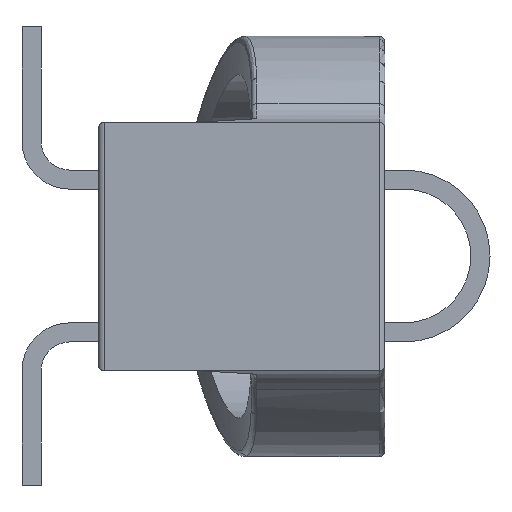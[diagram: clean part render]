
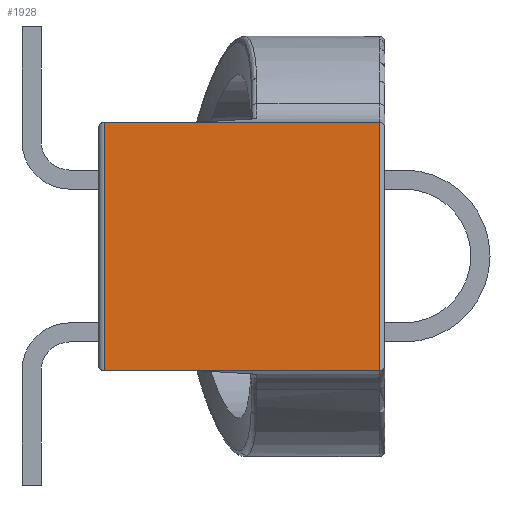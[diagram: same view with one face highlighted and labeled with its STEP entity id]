
A CAD part, left-side view. The second image highlights one B-rep face of the part: STEP entity #1928.
In plain terms, the highlighted planar face has unit normal (-1, 0, 0).
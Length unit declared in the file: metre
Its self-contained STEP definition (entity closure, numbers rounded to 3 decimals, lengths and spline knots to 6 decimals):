
#276=DIRECTION('',(0.,1.,0.));
#277=VECTOR('',#276,0.0144);
#278=CARTESIAN_POINT('',(0.,0.0003,-0.0285));
#279=LINE('',#278,#277);
#314=DIRECTION('',(0.,0.,1.));
#315=VECTOR('',#314,0.013);
#316=CARTESIAN_POINT('',(0.,0.0147,-0.0285));
#317=LINE('',#316,#315);
#338=CARTESIAN_POINT('',(0.,0.0003,-0.0285));
#350=DIRECTION('',(0.,0.,-1.));
#351=VECTOR('',#350,0.013);
#352=CARTESIAN_POINT('',(0.,0.0003,-0.0155));
#353=LINE('',#352,#351);
#579=DIRECTION('',(0.,-1.,0.));
#580=VECTOR('',#579,0.0144);
#581=CARTESIAN_POINT('',(0.,0.0147,-0.0155));
#582=LINE('',#581,#580);
#1468=VERTEX_POINT('',#338);
#1469=CARTESIAN_POINT('',(0.,0.0003,-0.0155));
#1470=VERTEX_POINT('',#1469);
#1471=CARTESIAN_POINT('',(0.,0.0147,-0.0285));
#1472=VERTEX_POINT('',#1471);
#1473=CARTESIAN_POINT('',(0.,0.0147,-0.0155));
#1474=VERTEX_POINT('',#1473);
#1915=CARTESIAN_POINT('',(0.,0.015,-0.033));
#1916=DIRECTION('',(-1.,0.,0.));
#1917=DIRECTION('',(0.,-1.,0.));
#1918=AXIS2_PLACEMENT_3D('',#1915,#1916,#1917);
#1919=PLANE('',#1918);
#1921=ORIENTED_EDGE('',*,*,#1920,.T.);
#1922=ORIENTED_EDGE('',*,*,#1853,.T.);
#1923=ORIENTED_EDGE('',*,*,#1906,.T.);
#1925=ORIENTED_EDGE('',*,*,#1924,.T.);
#1926=EDGE_LOOP('',(#1921,#1922,#1923,#1925));
#1927=FACE_OUTER_BOUND('',#1926,.F.);
#1928=ADVANCED_FACE('',(#1927),#1919,.T.);
#1853=EDGE_CURVE('',#1468,#1472,#279,.T.);
#1906=EDGE_CURVE('',#1472,#1474,#317,.T.);
#1920=EDGE_CURVE('',#1470,#1468,#353,.T.);
#1924=EDGE_CURVE('',#1474,#1470,#582,.T.);
